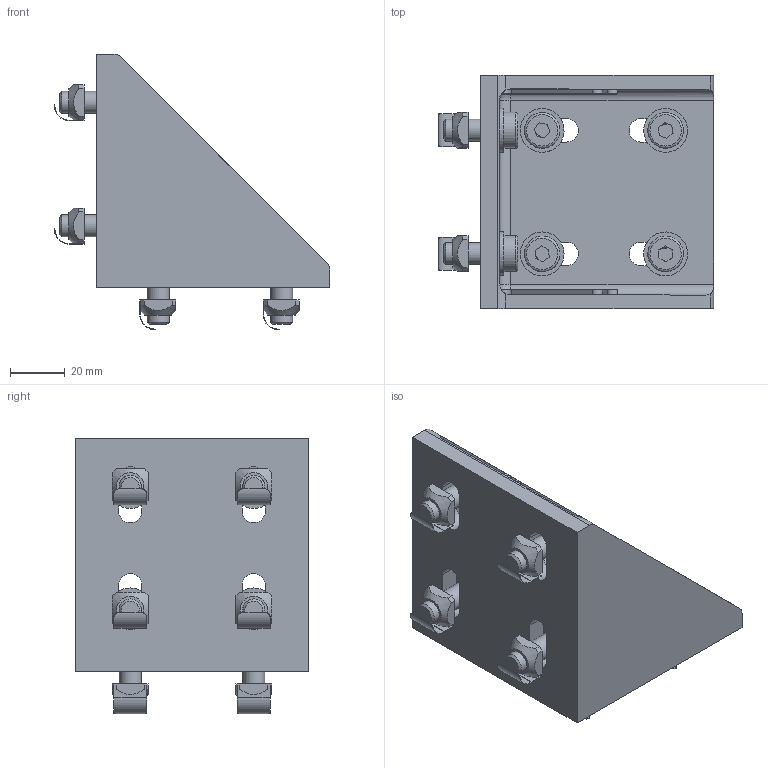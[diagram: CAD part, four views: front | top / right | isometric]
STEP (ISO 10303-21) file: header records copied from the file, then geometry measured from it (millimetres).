
FILE_DESCRIPTION(/* description */ (''),/* implementation_level */ '2;1');
FILE_NAME(/* name */ '210978-7.step',/* time_stamp */ '2021-08-24T13:49:31+02:00',/* author */ ('MuellerJ'),/* organization */ (''),/* preprocessor_version */ 'ST-DEVELOPER v18.1',/* originating_system */ 'Autodesk Inventor 2021',/* authorisation */ '');
FILE_SCHEMA (('AUTOMOTIVE_DESIGN { 1 0 10303 214 3 1 1 }'));
Length unit declared in the file: millimetre
Products named in the file (5): leer; 21-0978-12FZ.000; leer_1; 21-1351-2FZ.005; leer_2
Assembly tree (25 placements, depth 2):
  leer
    21-0978-12FZ.000
    leer_1  x8
    21-1351-2FZ.005  x8
    leer_2  x8
Bounding box: 100.3 x 85 x 100.3 mm (x, y, z)
Volume: 142509.4 mm3; surface area: 61938.3 mm2
Topology: 25 solids, 25 shells, 402 faces, 1016 edges, 672 vertices
Faces by surface type: plane 246, cylinder 109, cone 24, torus 21, sphere 2
Full cylindrical faces by diameter (mm): 8 x16, 8.4 x8, 13 x8, 16 x8
Entity records: 4517 total; most frequent: CARTESIAN_POINT 904, DIRECTION 743, ORIENTED_EDGE 686, EDGE_CURVE 343, AXIS2_PLACEMENT_3D 271, VERTEX_POINT 224, LINE 201, VECTOR 201
